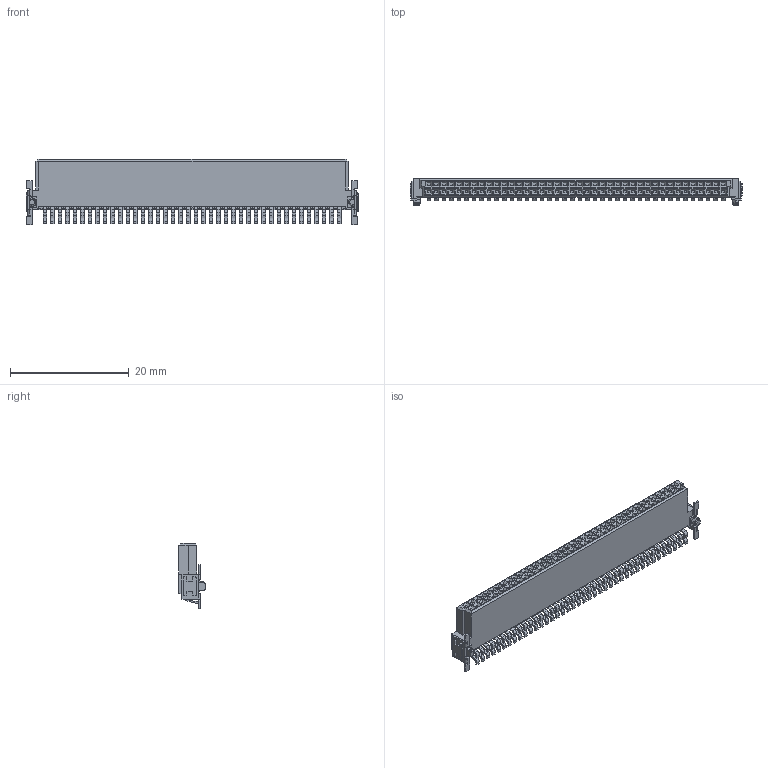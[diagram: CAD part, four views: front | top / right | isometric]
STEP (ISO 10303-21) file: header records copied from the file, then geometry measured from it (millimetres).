
FILE_DESCRIPTION(('CATIA V5 STEP Exchange','CAx-IF Rec.Pracs.--- Model Styling and Organization---1.4--- 2014-01-23'),'2;1');
FILE_NAME ('D1463932_0_2747510000_2747510000.stp','2020-10-05T08:33:25+00:00',('none'),('Weidmueller'),'CATIA Version 5-6 Release 2016 SP3 HF44','CATIA V5 STEP AP214','none');
FILE_SCHEMA(('AUTOMOTIVE_DESIGN { 1 0 10303 214 1 1 1 1 }'));
Products named in the file (1): 2747510000
Bounding box: 55.84 x 4.42 x 10.95 mm (x, y, z)
Volume: 1303.1 mm3; surface area: 2127.1 mm2
Topology: 1 solids, 1 shells, 2560 faces, 7054 edges, 4734 vertices
Faces by surface type: plane 2128, cylinder 394, cone 14, torus 12, sphere 8, bspline 4
Entity records: 81930 total; most frequent: CARTESIAN_POINT 18294, ORIENTED_EDGE 14092, DIRECTION 10528, EDGE_CURVE 7046, VECTOR 6157, LINE 6157, VERTEX_POINT 4734, EDGE_LOOP 2806
